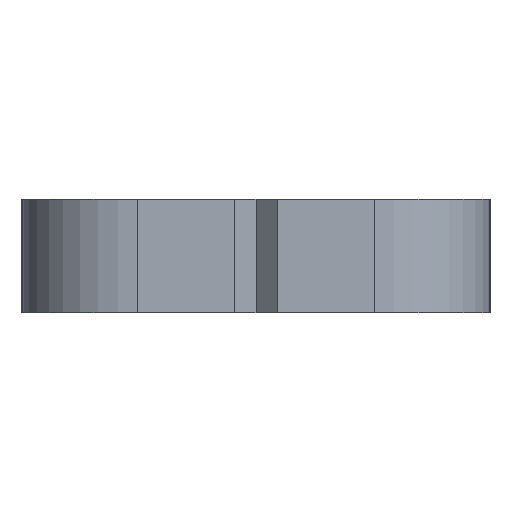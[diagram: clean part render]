
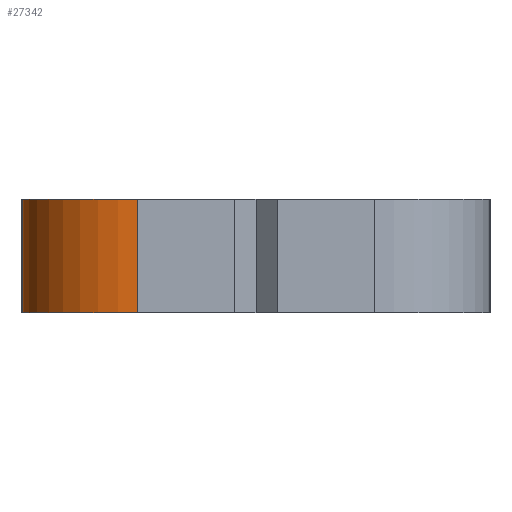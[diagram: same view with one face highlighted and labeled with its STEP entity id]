
A CAD part, left-side view. The second image highlights one B-rep face of the part: STEP entity #27342.
In plain terms, the highlighted cylindrical face has radius 6.2 mm (diameter 12.4 mm), a partial arc.
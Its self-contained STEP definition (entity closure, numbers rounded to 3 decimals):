
#140 = CARTESIAN_POINT ( 'NONE',  ( -69.85, 6.35, -3.05 ) ) ;
#2320 = AXIS2_PLACEMENT_3D ( 'NONE', #23270, #5617, #41494 ) ;
#3697 = DIRECTION ( 'NONE',  ( 1., 0., 0. ) ) ;
#5033 = CARTESIAN_POINT ( 'NONE',  ( -76.05, 6.35, -157.207 ) ) ;
#5617 = DIRECTION ( 'NONE',  ( 0., 0., 1. ) ) ;
#10133 = FACE_OUTER_BOUND ( 'NONE', #39657, .T. ) ;
#17322 = VERTEX_POINT ( 'NONE', #42624 ) ;
#19933 = VERTEX_POINT ( 'NONE', #40696 ) ;
#20366 = DIRECTION ( 'NONE',  ( 0., 0., 1. ) ) ;
#20636 = CIRCLE ( 'NONE', #26873, 6.2 ) ;
#21416 = CARTESIAN_POINT ( 'NONE',  ( -69.85, 12.55, -157.207 ) ) ;
#21450 = ORIENTED_EDGE ( 'NONE', *, *, #30604, .F. ) ;
#23270 = CARTESIAN_POINT ( 'NONE',  ( -69.85, 6.35, -157.207 ) ) ;
#23447 = AXIS2_PLACEMENT_3D ( 'NONE', #140, #24772, #3697 ) ;
#24583 = VERTEX_POINT ( 'NONE', #31809 ) ;
#24772 = DIRECTION ( 'NONE',  ( 0., 0., -1. ) ) ;
#26020 = ORIENTED_EDGE ( 'NONE', *, *, #32526, .F. ) ;
#26328 = DIRECTION ( 'NONE',  ( 0., 0., 1. ) ) ;
#26873 = AXIS2_PLACEMENT_3D ( 'NONE', #42234, #20366, #45903 ) ;
#27342 = ADVANCED_FACE ( 'NONE', ( #10133 ), #27989, .T. ) ;
#27989 = CYLINDRICAL_SURFACE ( 'NONE', #2320, 6.2 ) ;
#28818 = EDGE_CURVE ( 'NONE', #24583, #17322, #32126, .T. ) ;
#29816 = VECTOR ( 'NONE', #26328, 1000. ) ;
#30604 = EDGE_CURVE ( 'NONE', #19933, #41662, #35938, .T. ) ;
#31809 = CARTESIAN_POINT ( 'NONE',  ( -76.05, 6.35, -3.05 ) ) ;
#31865 = ORIENTED_EDGE ( 'NONE', *, *, #28818, .T. ) ;
#32126 = LINE ( 'NONE', #5033, #29816 ) ;
#32526 = EDGE_CURVE ( 'NONE', #24583, #19933, #39868, .T. ) ;
#34683 = ORIENTED_EDGE ( 'NONE', *, *, #42283, .F. ) ;
#34781 = VECTOR ( 'NONE', #39619, 1000. ) ;
#35938 = LINE ( 'NONE', #21416, #34781 ) ;
#39619 = DIRECTION ( 'NONE',  ( 0., 0., 1. ) ) ;
#39657 = EDGE_LOOP ( 'NONE', ( #21450, #26020, #31865, #34683 ) ) ;
#39868 = CIRCLE ( 'NONE', #23447, 6.2 ) ;
#40112 = CARTESIAN_POINT ( 'NONE',  ( -69.85, 12.55, 3.05 ) ) ;
#40696 = CARTESIAN_POINT ( 'NONE',  ( -69.85, 12.55, -3.05 ) ) ;
#41494 = DIRECTION ( 'NONE',  ( 1., 0., 0. ) ) ;
#41662 = VERTEX_POINT ( 'NONE', #40112 ) ;
#42234 = CARTESIAN_POINT ( 'NONE',  ( -69.85, 6.35, 3.05 ) ) ;
#42283 = EDGE_CURVE ( 'NONE', #41662, #17322, #20636, .T. ) ;
#42624 = CARTESIAN_POINT ( 'NONE',  ( -76.05, 6.35, 3.05 ) ) ;
#45903 = DIRECTION ( 'NONE',  ( 1., 0., 0. ) ) ;
